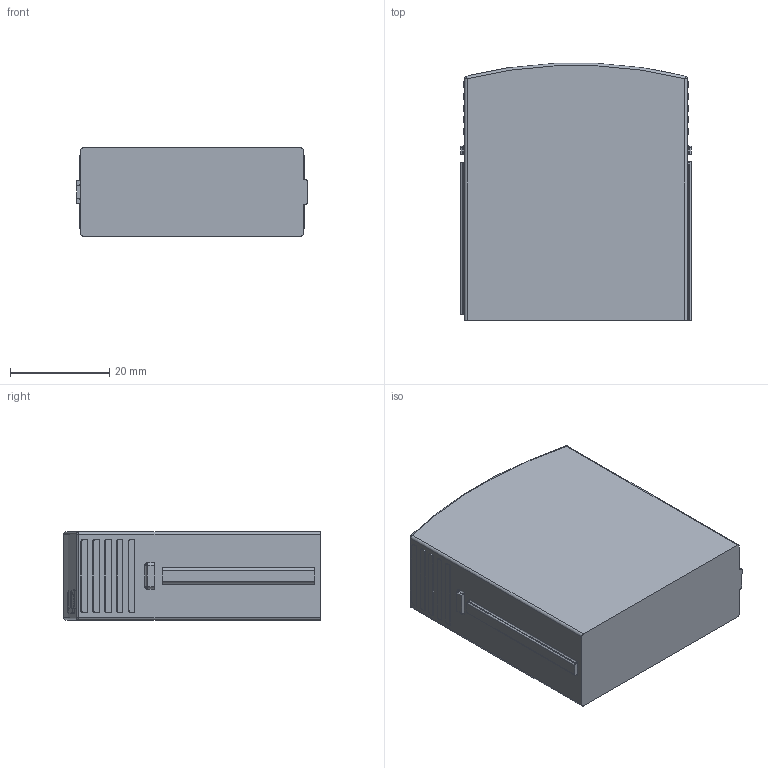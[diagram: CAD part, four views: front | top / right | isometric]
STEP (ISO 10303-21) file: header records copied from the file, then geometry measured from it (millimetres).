
FILE_DESCRIPTION((''),'2;1');
FILE_NAME('ASM0045_ASM','2021-02-02T',('marketing.praksa'),('Audax d.o.o.'),'CREO PARAMETRIC BY PTC INC, 2017480','CREO PARAMETRIC BY PTC INC, 2017480','');
FILE_SCHEMA(('AUTOMOTIVE_DESIGN { 1 0 10303 214 1 1 1 1 }'));
Products named in the file (9): PRT0049_1_1_2_3_4_5_6_7; PRT0050_1_1_2_3_4_5_6_7; TMP_DWG_65_1_1_1_2_1_2_3_1_2_14; TMP_DWG_65_1_2_1_2_1_2_3_1_2_14; TMP_DWG_65_1_3_1_2_1_2_3_1_2_14; ASM0011_1_2_3_4_ASM_1_1_2_3_4_7_ASM; ASM0032_ASM_1_1_2_3_4_5_6_7_ASM; ETITEC_B_T12_1_0_RC_ASM_1_1_2_7_ASM; ASM0045_ASM
Assembly tree (8 placements, depth 5):
  ASM0045_ASM
    ETITEC_B_T12_1_0_RC_ASM_1_1_2_7_ASM
      PRT0049_1_1_2_3_4_5_6_7
      PRT0050_1_1_2_3_4_5_6_7
      ASM0032_ASM_1_1_2_3_4_5_6_7_ASM
        ASM0011_1_2_3_4_ASM_1_1_2_3_4_7_ASM
          TMP_DWG_65_1_1_1_2_1_2_3_1_2_14
          TMP_DWG_65_1_2_1_2_1_2_3_1_2_14
          TMP_DWG_65_1_3_1_2_1_2_3_1_2_14
Bounding box: 46.6 x 51.89 x 17.8 mm (x, y, z)
Volume: 41144.4 mm3; surface area: 8216.7 mm2
Topology: 5 solids, 5 shells, 204 faces, 516 edges, 328 vertices
Faces by surface type: plane 115, cylinder 75, sphere 8, torus 6
Entity records: 8361 total; most frequent: CARTESIAN_POINT 1252, DIRECTION 1046, ORIENTED_EDGE 1016, PRESENTATION_STYLE_ASSIGNMENT 513, STYLED_ITEM 513, CURVE_STYLE 508, EDGE_CURVE 508, AXIS2_PLACEMENT_3D 350
